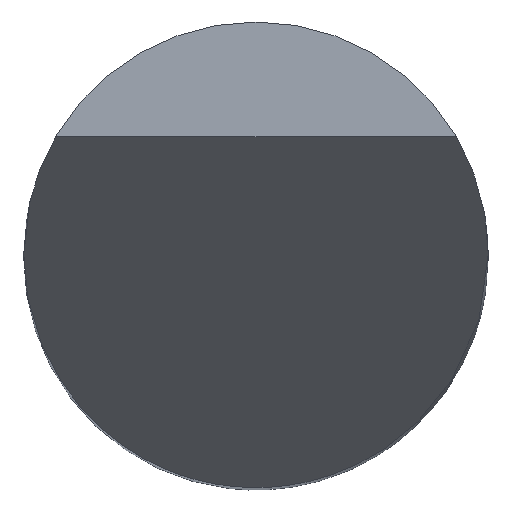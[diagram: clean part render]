
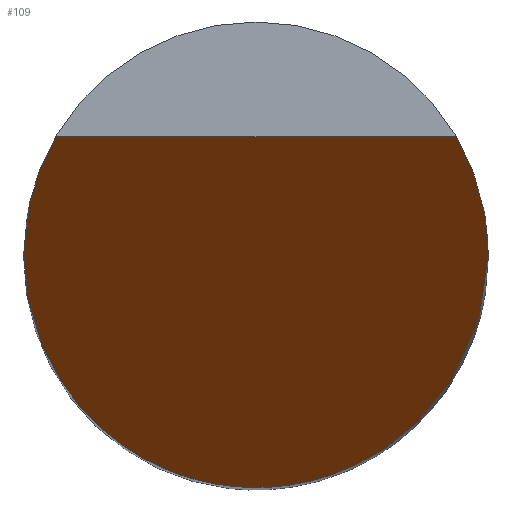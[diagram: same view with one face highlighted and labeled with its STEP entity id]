
A CAD part, top view. The second image highlights one B-rep face of the part: STEP entity #109.
In plain terms, the highlighted planar face has unit normal (0, -0.866, 0.5).
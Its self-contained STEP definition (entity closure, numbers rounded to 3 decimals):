
#109=ADVANCED_FACE('',(#155),#127,.F.);
#127=PLANE('',#675);
#155=FACE_OUTER_BOUND('',#190,.T.);
#190=EDGE_LOOP('',(#366,#367,#368,#369));
#219=LINE('',#1379,#238);
#238=VECTOR('',#784,1.);
#366=ORIENTED_EDGE('',*,*,#492,.F.);
#367=ORIENTED_EDGE('',*,*,#535,.F.);
#368=ORIENTED_EDGE('',*,*,#494,.F.);
#369=ORIENTED_EDGE('',*,*,#548,.T.);
#430=VERTEX_POINT('',#1052);
#431=VERTEX_POINT('',#1053);
#432=VERTEX_POINT('',#1055);
#433=VERTEX_POINT('',#1060);
#492=EDGE_CURVE('',#430,#431,#600,.T.);
#494=EDGE_CURVE('',#432,#433,#601,.T.);
#535=EDGE_CURVE('',#433,#430,#605,.T.);
#548=EDGE_CURVE('',#432,#431,#219,.T.);
#600=(
BOUNDED_CURVE()
B_SPLINE_CURVE(3,(#1048,#1049,#1050,#1051),.UNSPECIFIED.,.F.,.F.)
B_SPLINE_CURVE_WITH_KNOTS((4,4),(0.,1.),.UNSPECIFIED.)
CURVE()
GEOMETRIC_REPRESENTATION_ITEM()
RATIONAL_B_SPLINE_CURVE((1.,0.977,0.977,1.))
REPRESENTATION_ITEM('')
);
#601=(
BOUNDED_CURVE()
B_SPLINE_CURVE(3,(#1056,#1057,#1058,#1059),.UNSPECIFIED.,.F.,.F.)
B_SPLINE_CURVE_WITH_KNOTS((4,4),(0.,1.),.UNSPECIFIED.)
CURVE()
GEOMETRIC_REPRESENTATION_ITEM()
RATIONAL_B_SPLINE_CURVE((1.,0.977,0.977,1.))
REPRESENTATION_ITEM('')
);
#605=(
BOUNDED_CURVE()
B_SPLINE_CURVE(3,(#1316,#1317,#1318,#1319),.UNSPECIFIED.,.F.,.F.)
B_SPLINE_CURVE_WITH_KNOTS((4,4),(0.,1.),.UNSPECIFIED.)
CURVE()
GEOMETRIC_REPRESENTATION_ITEM()
RATIONAL_B_SPLINE_CURVE((1.,0.333,0.333,1.))
REPRESENTATION_ITEM('')
);
#675=AXIS2_PLACEMENT_3D('',#1380,#785,#786);
#784=DIRECTION('',(-1.,0.,0.));
#785=DIRECTION('',(0.,0.866,-0.5));
#786=DIRECTION('',(0.,0.5,0.866));
#1048=CARTESIAN_POINT('',(-2.,0.,0.));
#1049=CARTESIAN_POINT('',(-2.,0.357,0.619));
#1050=CARTESIAN_POINT('',(-1.907,0.702,1.216));
#1051=CARTESIAN_POINT('',(-1.726,1.01,1.75));
#1052=CARTESIAN_POINT('',(-2.,0.,0.));
#1053=CARTESIAN_POINT('',(-1.726,1.01,1.75));
#1055=CARTESIAN_POINT('',(1.726,1.01,1.75));
#1056=CARTESIAN_POINT('',(1.726,1.01,1.75));
#1057=CARTESIAN_POINT('',(1.907,0.702,1.216));
#1058=CARTESIAN_POINT('',(2.,0.357,0.619));
#1059=CARTESIAN_POINT('',(2.,0.,0.));
#1060=CARTESIAN_POINT('',(2.,0.,0.));
#1316=CARTESIAN_POINT('',(2.,0.,0.));
#1317=CARTESIAN_POINT('',(2.,-4.,-6.928));
#1318=CARTESIAN_POINT('',(-2.,-4.,-6.928));
#1319=CARTESIAN_POINT('',(-2.,0.,0.));
#1379=CARTESIAN_POINT('',(-2.,1.01,1.75));
#1380=CARTESIAN_POINT('',(-2.,-8.227,-14.25));
